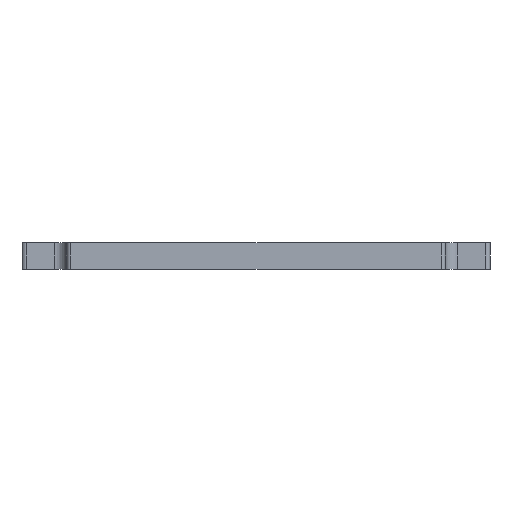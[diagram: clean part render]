
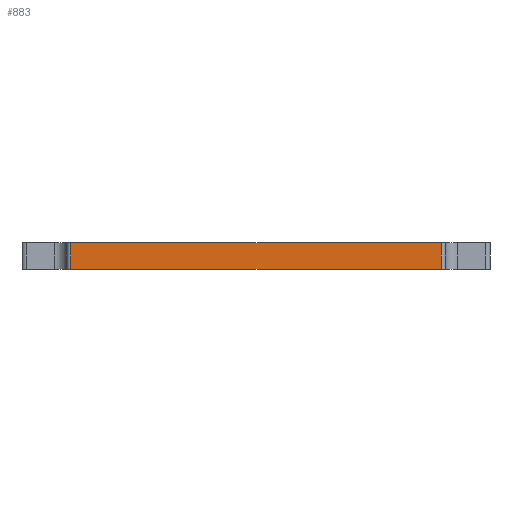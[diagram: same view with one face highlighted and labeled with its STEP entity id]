
A CAD part, left-side view. The second image highlights one B-rep face of the part: STEP entity #883.
In plain terms, the highlighted planar face has unit normal (-1, 0, 0).
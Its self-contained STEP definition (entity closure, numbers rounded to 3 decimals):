
#14 = CARTESIAN_POINT ( 'NONE',  ( -57.75, 45.75, 3.25 ) ) ;
#45 = DIRECTION ( 'NONE',  ( 0., 0., -1. ) ) ;
#81 = LINE ( 'NONE', #778, #253 ) ;
#109 = VERTEX_POINT ( 'NONE', #229 ) ;
#136 = VERTEX_POINT ( 'NONE', #364 ) ;
#137 = AXIS2_PLACEMENT_3D ( 'NONE', #405, #542, #45 ) ;
#154 = VERTEX_POINT ( 'NONE', #583 ) ;
#175 = DIRECTION ( 'NONE',  ( 0., -1., 0. ) ) ;
#193 = ORIENTED_EDGE ( 'NONE', *, *, #668, .T. ) ;
#210 = FACE_OUTER_BOUND ( 'NONE', #727, .T. ) ;
#229 = CARTESIAN_POINT ( 'NONE',  ( -57.75, -45.75, 3.25 ) ) ;
#253 = VECTOR ( 'NONE', #848, 1000. ) ;
#272 = EDGE_CURVE ( 'NONE', #154, #136, #81, .T. ) ;
#276 = LINE ( 'NONE', #678, #845 ) ;
#285 = VECTOR ( 'NONE', #524, 1000. ) ;
#317 = CARTESIAN_POINT ( 'NONE',  ( -57.75, 45.75, 3.25 ) ) ;
#362 = VERTEX_POINT ( 'NONE', #317 ) ;
#364 = CARTESIAN_POINT ( 'NONE',  ( -57.75, -45.75, -3.25 ) ) ;
#405 = CARTESIAN_POINT ( 'NONE',  ( -57.75, -45.75, 3.25 ) ) ;
#451 = ORIENTED_EDGE ( 'NONE', *, *, #750, .F. ) ;
#479 = PLANE ( 'NONE',  #137 ) ;
#482 = LINE ( 'NONE', #14, #285 ) ;
#496 = DIRECTION ( 'NONE',  ( 0., 0., -1. ) ) ;
#514 = EDGE_CURVE ( 'NONE', #109, #136, #791, .T. ) ;
#524 = DIRECTION ( 'NONE',  ( 0., 0., -1. ) ) ;
#542 = DIRECTION ( 'NONE',  ( 1., 0., 0. ) ) ;
#564 = CARTESIAN_POINT ( 'NONE',  ( -57.75, -45.75, 3.25 ) ) ;
#583 = CARTESIAN_POINT ( 'NONE',  ( -57.75, 45.75, -3.25 ) ) ;
#611 = VECTOR ( 'NONE', #496, 1000. ) ;
#635 = ORIENTED_EDGE ( 'NONE', *, *, #514, .F. ) ;
#668 = EDGE_CURVE ( 'NONE', #362, #154, #482, .T. ) ;
#678 = CARTESIAN_POINT ( 'NONE',  ( -57.75, -45.75, 3.25 ) ) ;
#727 = EDGE_LOOP ( 'NONE', ( #917, #635, #451, #193 ) ) ;
#750 = EDGE_CURVE ( 'NONE', #362, #109, #276, .T. ) ;
#778 = CARTESIAN_POINT ( 'NONE',  ( -57.75, -45.75, -3.25 ) ) ;
#791 = LINE ( 'NONE', #564, #611 ) ;
#845 = VECTOR ( 'NONE', #175, 1000. ) ;
#848 = DIRECTION ( 'NONE',  ( 0., -1., 0. ) ) ;
#883 = ADVANCED_FACE ( 'NONE', ( #210 ), #479, .F. ) ;
#917 = ORIENTED_EDGE ( 'NONE', *, *, #272, .T. ) ;
